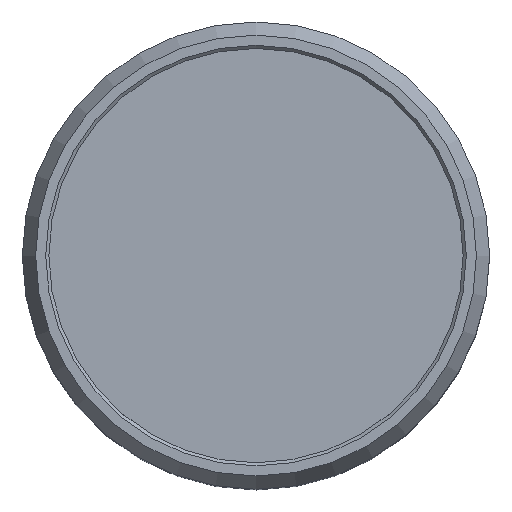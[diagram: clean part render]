
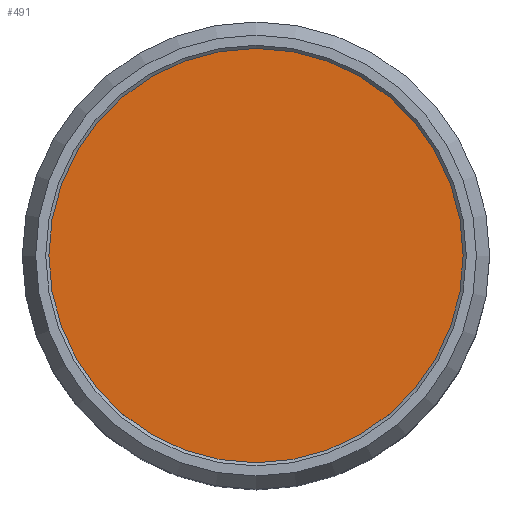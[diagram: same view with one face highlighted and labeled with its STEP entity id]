
A CAD part, top view. The second image highlights one B-rep face of the part: STEP entity #491.
In plain terms, the highlighted planar face has unit normal (0, 0, 1).
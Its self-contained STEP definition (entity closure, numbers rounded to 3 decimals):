
#114=FACE_OUTER_BOUND('',#173,.T.);
#173=EDGE_LOOP('',(#384));
#217=CIRCLE('',#562,13.3);
#263=VERTEX_POINT('',#1102);
#313=EDGE_CURVE('',#263,#263,#217,.T.);
#384=ORIENTED_EDGE('',*,*,#313,.T.);
#428=PLANE('',#561);
#491=ADVANCED_FACE('',(#114),#428,.T.);
#561=AXIS2_PLACEMENT_3D('',#1101,#679,#680);
#562=AXIS2_PLACEMENT_3D('',#1103,#681,#682);
#679=DIRECTION('center_axis',(0.,0.,
1.));
#680=DIRECTION('ref_axis',(0.,1.,0.));
#681=DIRECTION('center_axis',(0.,0.,
1.));
#682=DIRECTION('ref_axis',(-1.,0.,0.));
#1101=CARTESIAN_POINT('Origin',(-6.65,0.,0.));
#1102=CARTESIAN_POINT('',(-13.3,0.,0.));
#1103=CARTESIAN_POINT('Origin',(0.,0.,0.));
